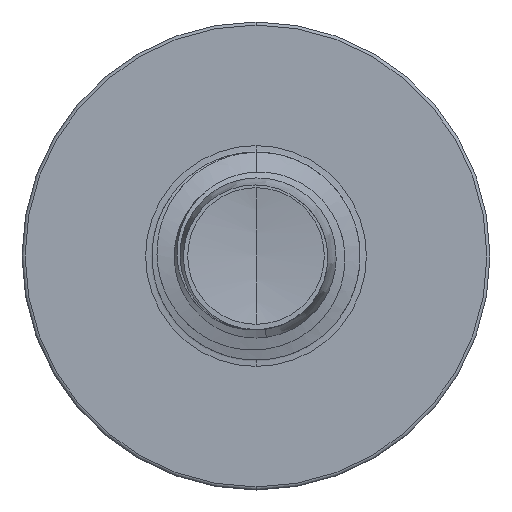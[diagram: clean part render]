
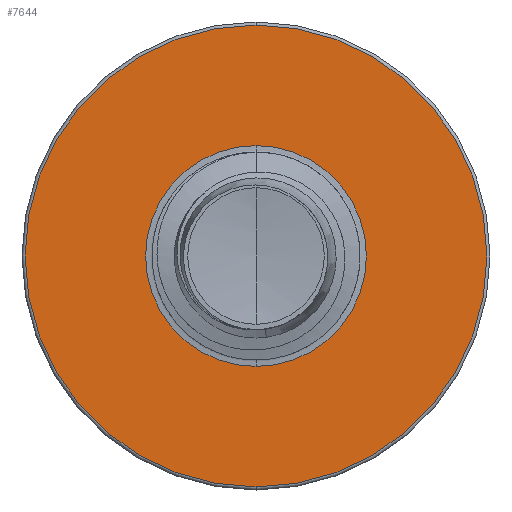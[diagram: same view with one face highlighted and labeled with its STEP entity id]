
A CAD part, front view. The second image highlights one B-rep face of the part: STEP entity #7644.
In plain terms, the highlighted planar face has unit normal (0, -1, 0).
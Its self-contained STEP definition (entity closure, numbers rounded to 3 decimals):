
#718 = DIRECTION ( 'NONE',  ( 0., 1., 0. ) ) ;
#1017 = CARTESIAN_POINT ( 'NONE',  ( 0., 6., -6.66 ) ) ;
#1117 = CARTESIAN_POINT ( 'NONE',  ( 0., 6., 0. ) ) ;
#1381 = DIRECTION ( 'NONE',  ( 0., 1., 0. ) ) ;
#2178 = VERTEX_POINT ( 'NONE', #1017 ) ;
#2207 = EDGE_CURVE ( 'NONE', #13251, #2178, #11543, .T. ) ;
#2283 = DIRECTION ( 'NONE',  ( 0., 0., 1. ) ) ;
#2782 = DIRECTION ( 'NONE',  ( 0., 1., 0. ) ) ;
#4493 = CARTESIAN_POINT ( 'NONE',  ( 0., 6., 3.186 ) ) ;
#4573 = EDGE_LOOP ( 'NONE', ( #10934, #8175 ) ) ;
#5506 = EDGE_CURVE ( 'NONE', #2178, #13251, #11037, .T. ) ;
#5743 = CARTESIAN_POINT ( 'NONE',  ( 0., 6., 0. ) ) ;
#5924 = AXIS2_PLACEMENT_3D ( 'NONE', #9868, #718, #8724 ) ;
#6525 = EDGE_CURVE ( 'NONE', #11706, #9134, #12672, .T. ) ;
#6768 = ORIENTED_EDGE ( 'NONE', *, *, #2207, .F. ) ;
#6902 = DIRECTION ( 'NONE',  ( 0., 0., 1. ) ) ;
#7544 = FACE_BOUND ( 'NONE', #4573, .T. ) ;
#7644 = ADVANCED_FACE ( 'NONE', ( #7920, #7544 ), #8671, .F. ) ;
#7841 = CARTESIAN_POINT ( 'NONE',  ( 0., 6., 6.66 ) ) ;
#7920 = FACE_OUTER_BOUND ( 'NONE', #11095, .T. ) ;
#8039 = EDGE_CURVE ( 'NONE', #9134, #11706, #9209, .T. ) ;
#8175 = ORIENTED_EDGE ( 'NONE', *, *, #8039, .T. ) ;
#8232 = CARTESIAN_POINT ( 'NONE',  ( 0., 6., 0. ) ) ;
#8671 = PLANE ( 'NONE',  #5924 ) ;
#8724 = DIRECTION ( 'NONE',  ( 0., 0., 1. ) ) ;
#9134 = VERTEX_POINT ( 'NONE', #9193 ) ;
#9155 = DIRECTION ( 'NONE',  ( 0., 1., 0. ) ) ;
#9193 = CARTESIAN_POINT ( 'NONE',  ( 0., 6., -3.186 ) ) ;
#9198 = AXIS2_PLACEMENT_3D ( 'NONE', #8232, #1381, #9416 ) ;
#9209 = CIRCLE ( 'NONE', #12825, 3.186 ) ;
#9382 = AXIS2_PLACEMENT_3D ( 'NONE', #9652, #2782, #10845 ) ;
#9416 = DIRECTION ( 'NONE',  ( 0., 0., 1. ) ) ;
#9652 = CARTESIAN_POINT ( 'NONE',  ( 0., 6., 0. ) ) ;
#9868 = CARTESIAN_POINT ( 'NONE',  ( 0., 6., -3.186 ) ) ;
#10845 = DIRECTION ( 'NONE',  ( 0., 0., 1. ) ) ;
#10934 = ORIENTED_EDGE ( 'NONE', *, *, #6525, .T. ) ;
#10936 = AXIS2_PLACEMENT_3D ( 'NONE', #1117, #9155, #2283 ) ;
#11037 = CIRCLE ( 'NONE', #9198, 6.66 ) ;
#11095 = EDGE_LOOP ( 'NONE', ( #6768, #13504 ) ) ;
#11543 = CIRCLE ( 'NONE', #10936, 6.66 ) ;
#11706 = VERTEX_POINT ( 'NONE', #4493 ) ;
#12672 = CIRCLE ( 'NONE', #9382, 3.186 ) ;
#12825 = AXIS2_PLACEMENT_3D ( 'NONE', #5743, #13668, #6902 ) ;
#13251 = VERTEX_POINT ( 'NONE', #7841 ) ;
#13504 = ORIENTED_EDGE ( 'NONE', *, *, #5506, .F. ) ;
#13668 = DIRECTION ( 'NONE',  ( 0., 1., 0. ) ) ;
